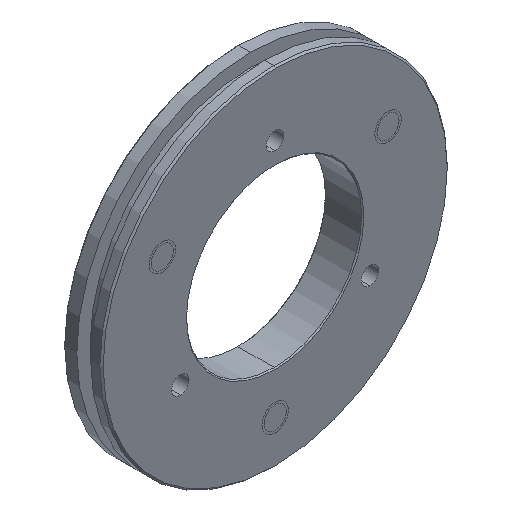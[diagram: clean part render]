
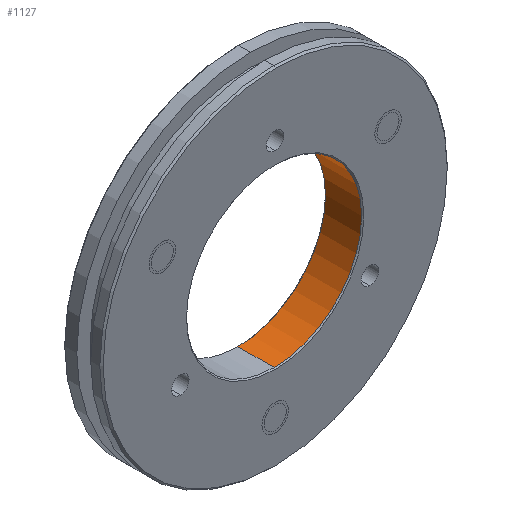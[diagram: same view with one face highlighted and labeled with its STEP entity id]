
A CAD part, isometric view. The second image highlights one B-rep face of the part: STEP entity #1127.
In plain terms, the highlighted cylindrical face has radius 16 mm (diameter 32 mm), a partial arc.
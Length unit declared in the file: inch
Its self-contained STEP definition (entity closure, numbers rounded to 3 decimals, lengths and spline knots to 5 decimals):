
#8 = ORIENTED_EDGE ( 'NONE', *, *, #464, .T. ) ;
#13 = VERTEX_POINT ( 'NONE', #469 ) ;
#76 = EDGE_CURVE ( 'NONE', #13, #880, #663, .T. ) ;
#118 = AXIS2_PLACEMENT_3D ( 'NONE', #249, #557, #1743 ) ;
#134 = LINE ( 'NONE', #444, #1582 ) ;
#237 = DIRECTION ( 'NONE',  ( 0., 0., -1. ) ) ;
#249 = CARTESIAN_POINT ( 'NONE',  ( 0., 0.12992, 0. ) ) ;
#403 = VERTEX_POINT ( 'NONE', #1620 ) ;
#444 = CARTESIAN_POINT ( 'NONE',  ( 0., 0.1378, -0.62992 ) ) ;
#464 = EDGE_CURVE ( 'NONE', #13, #403, #134, .T. ) ;
#469 = CARTESIAN_POINT ( 'NONE',  ( 0., 0.12992, -0.62992 ) ) ;
#489 = CYLINDRICAL_SURFACE ( 'NONE', #1644, 0.62992 ) ;
#500 = CARTESIAN_POINT ( 'NONE',  ( 0., 0.12992, 0.62992 ) ) ;
#557 = DIRECTION ( 'NONE',  ( 0., -1., 0. ) ) ;
#663 = CIRCLE ( 'NONE', #1548, 0.62992 ) ;
#731 = DIRECTION ( 'NONE',  ( 0., -1., 0. ) ) ;
#829 = CARTESIAN_POINT ( 'NONE',  ( 0., 0.1378, 0. ) ) ;
#876 = VERTEX_POINT ( 'NONE', #1893 ) ;
#880 = VERTEX_POINT ( 'NONE', #1899 ) ;
#1046 = CARTESIAN_POINT ( 'NONE',  ( 0., -0.12992, 0. ) ) ;
#1072 = DIRECTION ( 'NONE',  ( 0., 0., -1. ) ) ;
#1098 = CARTESIAN_POINT ( 'NONE',  ( 0., 0.12992, 0. ) ) ;
#1121 = EDGE_CURVE ( 'NONE', #1575, #876, #1829, .T. ) ;
#1127 = ADVANCED_FACE ( 'NONE', ( #1642 ), #489, .F. ) ;
#1254 = ORIENTED_EDGE ( 'NONE', *, *, #1708, .F. ) ;
#1273 = ORIENTED_EDGE ( 'NONE', *, *, #1121, .F. ) ;
#1284 = CARTESIAN_POINT ( 'NONE',  ( 0., 0.1378, 0.62992 ) ) ;
#1337 = CIRCLE ( 'NONE', #118, 0.62992 ) ;
#1388 = DIRECTION ( 'NONE',  ( 0., -1., 0. ) ) ;
#1400 = CIRCLE ( 'NONE', #1492, 0.62992 ) ;
#1447 = DIRECTION ( 'NONE',  ( 0., -1., 0. ) ) ;
#1476 = EDGE_LOOP ( 'NONE', ( #1273, #1254, #1834, #8, #1906 ) ) ;
#1492 = AXIS2_PLACEMENT_3D ( 'NONE', #1046, #1519, #1072 ) ;
#1519 = DIRECTION ( 'NONE',  ( 0., -1., 0. ) ) ;
#1548 = AXIS2_PLACEMENT_3D ( 'NONE', #1098, #1388, #1866 ) ;
#1575 = VERTEX_POINT ( 'NONE', #500 ) ;
#1582 = VECTOR ( 'NONE', #731, 39.37008 ) ;
#1620 = CARTESIAN_POINT ( 'NONE',  ( 0., -0.12992, -0.62992 ) ) ;
#1642 = FACE_OUTER_BOUND ( 'NONE', #1476, .T. ) ;
#1644 = AXIS2_PLACEMENT_3D ( 'NONE', #829, #1739, #237 ) ;
#1686 = VECTOR ( 'NONE', #1447, 39.37008 ) ;
#1708 = EDGE_CURVE ( 'NONE', #880, #1575, #1337, .T. ) ;
#1739 = DIRECTION ( 'NONE',  ( 0., -1., 0. ) ) ;
#1743 = DIRECTION ( 'NONE',  ( -1., 0., 0. ) ) ;
#1829 = LINE ( 'NONE', #1284, #1686 ) ;
#1834 = ORIENTED_EDGE ( 'NONE', *, *, #76, .F. ) ;
#1863 = EDGE_CURVE ( 'NONE', #403, #876, #1400, .T. ) ;
#1866 = DIRECTION ( 'NONE',  ( -1., 0., 0. ) ) ;
#1893 = CARTESIAN_POINT ( 'NONE',  ( 0., -0.12992, 0.62992 ) ) ;
#1899 = CARTESIAN_POINT ( 'NONE',  ( 0.62992, 0.12992, 0. ) ) ;
#1906 = ORIENTED_EDGE ( 'NONE', *, *, #1863, .T. ) ;
